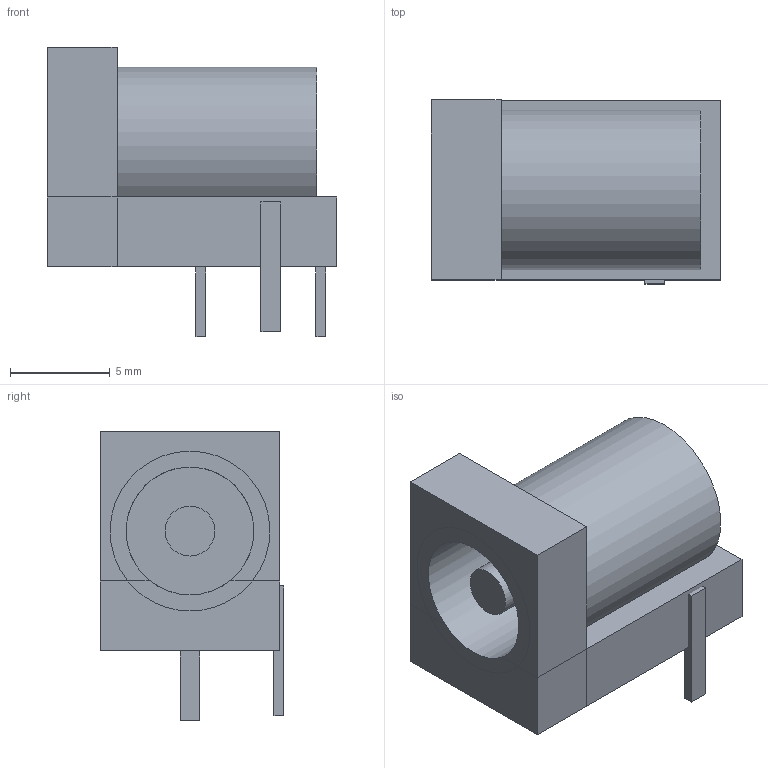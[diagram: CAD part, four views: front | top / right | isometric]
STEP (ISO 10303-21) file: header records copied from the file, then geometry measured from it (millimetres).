
FILE_DESCRIPTION(('FreeCAD Model'),'2;1');
FILE_NAME('Open CASCADE Shape Model','2023-10-26T14:26:54',(''),(''), 'Open CASCADE STEP processor 7.6','FreeCAD','Unknown');
FILE_SCHEMA(('AUTOMOTIVE_DESIGN { 1 0 10303 214 1 1 1 1 }'));
Length unit declared in the file: millimetre
Products named in the file (6): Unnamed; difference; cylinder002; cube002; cube003; cube004
Assembly tree (5 placements, depth 2):
  Unnamed
    difference
    cylinder002
    cube002
    cube003
    cube004
Bounding box: 14.5 x 9.2 x 14.5 mm (x, y, z)
Volume: 777.9 mm3; surface area: 1139.2 mm2
Topology: 5 solids, 5 shells, 41 faces, 84 edges, 53 vertices
Faces by surface type: plane 38, cylinder 3
Full cylindrical faces by diameter (mm): 2.5 x1, 6.4 x1
Entity records: 1202 total; most frequent: DIRECTION 189, CARTESIAN_POINT 184, ORIENTED_EDGE 168, EDGE_CURVE 84, LINE 73, VECTOR 73, AXIS2_PLACEMENT_3D 58, VERTEX_POINT 53
